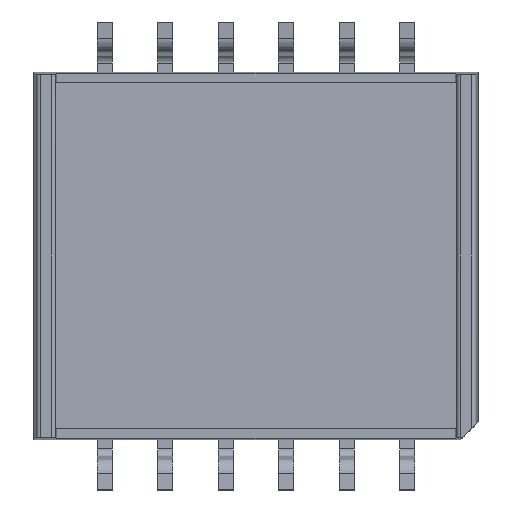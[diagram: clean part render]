
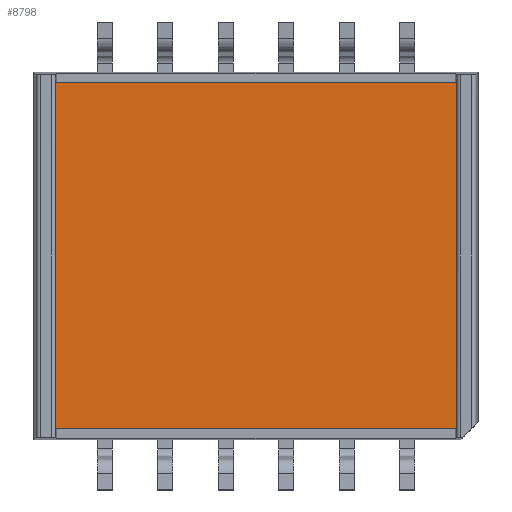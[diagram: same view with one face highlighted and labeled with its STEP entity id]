
A CAD part, front view. The second image highlights one B-rep face of the part: STEP entity #8798.
In plain terms, the highlighted planar face has unit normal (0, -1, -0.001).
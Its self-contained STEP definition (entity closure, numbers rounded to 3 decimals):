
#121 =( BOUNDED_CURVE ( )  B_SPLINE_CURVE ( 3, ( #3926, #6116, #1822, #6867 ),
 .UNSPECIFIED., .F., .T. ) 
 B_SPLINE_CURVE_WITH_KNOTS ( ( 4, 4 ),
 ( 4.765, 4.876 ),
 .UNSPECIFIED. ) 
 CURVE ( )  GEOMETRIC_REPRESENTATION_ITEM ( )  RATIONAL_B_SPLINE_CURVE ( ( 1., 0.999, 0.999, 1. ) ) 
 REPRESENTATION_ITEM ( '' )  );
#127 = EDGE_CURVE ( 'NONE', #4529, #6122, #7903, .T. ) ;
#271 = VECTOR ( 'NONE', #875, 1000. ) ;
#520 = ORIENTED_EDGE ( 'NONE', *, *, #1515, .T. ) ;
#585 = EDGE_CURVE ( 'NONE', #1391, #3437, #7510, .T. ) ;
#597 = CARTESIAN_POINT ( 'NONE',  ( -6.627, -2.877, -5.699 ) ) ;
#875 = DIRECTION ( 'NONE',  ( 0., 0.001, -1. ) ) ;
#926 = CARTESIAN_POINT ( 'NONE',  ( -6.629, -2.891, 5.739 ) ) ;
#1391 = VERTEX_POINT ( 'NONE', #926 ) ;
#1515 = EDGE_CURVE ( 'NONE', #3456, #6122, #8645, .T. ) ;
#1822 = CARTESIAN_POINT ( 'NONE',  ( 6.628, -2.886, 2.023 ) ) ;
#1947 = AXIS2_PLACEMENT_3D ( 'NONE', #7587, #3933, #9069 ) ;
#1964 = CARTESIAN_POINT ( 'NONE',  ( -6.627, -2.877, -5.483 ) ) ;
#2432 = CARTESIAN_POINT ( 'NONE',  ( -6.627, -2.877, -5.483 ) ) ;
#2654 = CARTESIAN_POINT ( 'NONE',  ( 6.627, -2.879, -3.828 ) ) ;
#3337 = ORIENTED_EDGE ( 'NONE', *, *, #127, .F. ) ;
#3437 = VERTEX_POINT ( 'NONE', #5042 ) ;
#3456 = VERTEX_POINT ( 'NONE', #597 ) ;
#3579 = FACE_OUTER_BOUND ( 'NONE', #4844, .T. ) ;
#3634 = DIRECTION ( 'NONE',  ( 1., 0., 0. ) ) ;
#3926 = CARTESIAN_POINT ( 'NONE',  ( 6.627, -2.877, -5.483 ) ) ;
#3933 = DIRECTION ( 'NONE',  ( 0., -1., -0.001 ) ) ;
#4016 = ORIENTED_EDGE ( 'NONE', *, *, #5327, .F. ) ;
#4166 = CARTESIAN_POINT ( 'NONE',  ( 6.627, -2.877, -5.699 ) ) ;
#4215 = LINE ( 'NONE', #4616, #5941 ) ;
#4529 = VERTEX_POINT ( 'NONE', #7294 ) ;
#4616 = CARTESIAN_POINT ( 'NONE',  ( -6.627, -2.879, -3.828 ) ) ;
#4844 = EDGE_LOOP ( 'NONE', ( #3337, #7233, #7470, #5732, #4016, #520 ) ) ;
#5042 = CARTESIAN_POINT ( 'NONE',  ( 6.629, -2.891, 5.739 ) ) ;
#5119 =( BOUNDED_CURVE ( )  B_SPLINE_CURVE ( 3, ( #7728, #5509, #6253, #1964 ),
 .UNSPECIFIED., .F., .F. ) 
 B_SPLINE_CURVE_WITH_KNOTS ( ( 4, 4 ),
 ( 4.549, 4.66 ),
 .UNSPECIFIED. ) 
 CURVE ( )  GEOMETRIC_REPRESENTATION_ITEM ( )  RATIONAL_B_SPLINE_CURVE ( ( 1., 0.999, 0.999, 1. ) ) 
 REPRESENTATION_ITEM ( '' )  );
#5327 = EDGE_CURVE ( 'NONE', #3456, #7455, #4215, .T. ) ;
#5509 = CARTESIAN_POINT ( 'NONE',  ( -6.628, -2.886, 2.023 ) ) ;
#5732 = ORIENTED_EDGE ( 'NONE', *, *, #7026, .T. ) ;
#5941 = VECTOR ( 'NONE', #8313, 1000. ) ;
#6116 = CARTESIAN_POINT ( 'NONE',  ( 6.627, -2.882, -1.721 ) ) ;
#6122 = VERTEX_POINT ( 'NONE', #4166 ) ;
#6253 = CARTESIAN_POINT ( 'NONE',  ( -6.627, -2.882, -1.721 ) ) ;
#6846 = PLANE ( 'NONE',  #1947 ) ;
#6867 = CARTESIAN_POINT ( 'NONE',  ( 6.629, -2.891, 5.739 ) ) ;
#7026 = EDGE_CURVE ( 'NONE', #1391, #7455, #5119, .T. ) ;
#7233 = ORIENTED_EDGE ( 'NONE', *, *, #9287, .T. ) ;
#7294 = CARTESIAN_POINT ( 'NONE',  ( 6.627, -2.877, -5.483 ) ) ;
#7455 = VERTEX_POINT ( 'NONE', #2432 ) ;
#7470 = ORIENTED_EDGE ( 'NONE', *, *, #585, .F. ) ;
#7510 = LINE ( 'NONE', #7772, #9238 ) ;
#7587 = CARTESIAN_POINT ( 'NONE',  ( -6.75, -2.877, -5.699 ) ) ;
#7637 = DIRECTION ( 'NONE',  ( 1., 0., 0. ) ) ;
#7728 = CARTESIAN_POINT ( 'NONE',  ( -6.629, -2.891, 5.739 ) ) ;
#7772 = CARTESIAN_POINT ( 'NONE',  ( -6.75, -2.891, 5.739 ) ) ;
#7903 = LINE ( 'NONE', #2654, #271 ) ;
#8016 = CARTESIAN_POINT ( 'NONE',  ( -6.75, -2.877, -5.699 ) ) ;
#8313 = DIRECTION ( 'NONE',  ( 0., -0.001, 1. ) ) ;
#8405 = VECTOR ( 'NONE', #3634, 1000. ) ;
#8645 = LINE ( 'NONE', #8016, #8405 ) ;
#8798 = ADVANCED_FACE ( 'NONE', ( #3579 ), #6846, .T. ) ;
#9069 = DIRECTION ( 'NONE',  ( 0., 0.001, -1. ) ) ;
#9238 = VECTOR ( 'NONE', #7637, 1000. ) ;
#9287 = EDGE_CURVE ( 'NONE', #4529, #3437, #121, .T. ) ;
